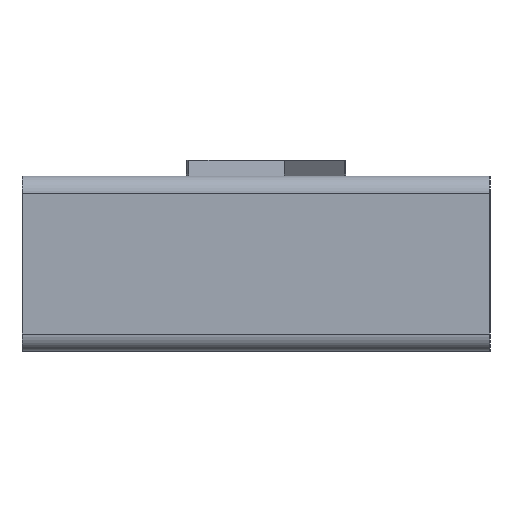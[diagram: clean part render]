
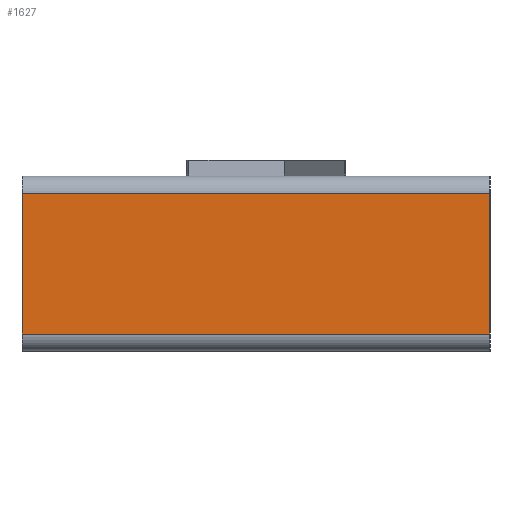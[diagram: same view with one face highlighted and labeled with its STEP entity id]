
A CAD part, left-side view. The second image highlights one B-rep face of the part: STEP entity #1627.
In plain terms, the highlighted planar face has unit normal (-1, 0, 0).
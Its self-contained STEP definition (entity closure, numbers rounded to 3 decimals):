
#1627 = ADVANCED_FACE('',(#1628),#1662,.F.);
#1628 = FACE_BOUND('',#1629,.T.);
#1629 = EDGE_LOOP('',(#1630,#1640,#1648,#1656));
#1630 = ORIENTED_EDGE('',*,*,#1631,.T.);
#1631 = EDGE_CURVE('',#1632,#1634,#1636,.T.);
#1632 = VERTEX_POINT('',#1633);
#1633 = CARTESIAN_POINT('',(-1.,-0.6,0.045));
#1634 = VERTEX_POINT('',#1635);
#1635 = CARTESIAN_POINT('',(-1.,-0.6,0.405));
#1636 = LINE('',#1637,#1638);
#1637 = CARTESIAN_POINT('',(-1.,-0.6,0.));
#1638 = VECTOR('',#1639,1.);
#1639 = DIRECTION('',(0.,0.,1.));
#1640 = ORIENTED_EDGE('',*,*,#1641,.T.);
#1641 = EDGE_CURVE('',#1634,#1642,#1644,.T.);
#1642 = VERTEX_POINT('',#1643);
#1643 = CARTESIAN_POINT('',(-1.,0.6,0.405));
#1644 = LINE('',#1645,#1646);
#1645 = CARTESIAN_POINT('',(-1.,-0.6,0.405));
#1646 = VECTOR('',#1647,1.);
#1647 = DIRECTION('',(0.,1.,0.));
#1648 = ORIENTED_EDGE('',*,*,#1649,.F.);
#1649 = EDGE_CURVE('',#1650,#1642,#1652,.T.);
#1650 = VERTEX_POINT('',#1651);
#1651 = CARTESIAN_POINT('',(-1.,0.6,0.045));
#1652 = LINE('',#1653,#1654);
#1653 = CARTESIAN_POINT('',(-1.,0.6,0.));
#1654 = VECTOR('',#1655,1.);
#1655 = DIRECTION('',(0.,0.,1.));
#1656 = ORIENTED_EDGE('',*,*,#1657,.F.);
#1657 = EDGE_CURVE('',#1632,#1650,#1658,.T.);
#1658 = LINE('',#1659,#1660);
#1659 = CARTESIAN_POINT('',(-1.,-0.6,0.045));
#1660 = VECTOR('',#1661,1.);
#1661 = DIRECTION('',(0.,1.,0.));
#1662 = PLANE('',#1663);
#1663 = AXIS2_PLACEMENT_3D('',#1664,#1665,#1666);
#1664 = CARTESIAN_POINT('',(-1.,-0.6,0.));
#1665 = DIRECTION('',(1.,0.,0.));
#1666 = DIRECTION('',(0.,0.,1.));
